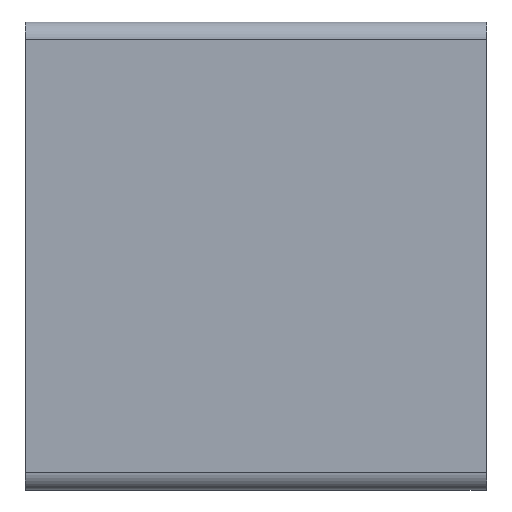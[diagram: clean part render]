
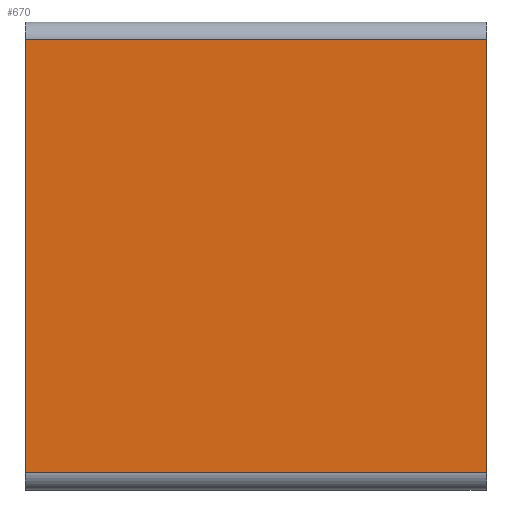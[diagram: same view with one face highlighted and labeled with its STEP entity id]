
A CAD part, left-side view. The second image highlights one B-rep face of the part: STEP entity #670.
In plain terms, the highlighted planar face has unit normal (-1, 0, 0).
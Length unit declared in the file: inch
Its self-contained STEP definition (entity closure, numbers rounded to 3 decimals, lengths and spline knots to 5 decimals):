
#39=PLANE('',#765);
#68=FACE_OUTER_BOUND('',#113,.T.);
#113=EDGE_LOOP('',(#584,#585,#586,#587));
#166=LINE('',#1141,#223);
#171=LINE('',#1158,#228);
#172=LINE('',#1161,#229);
#173=LINE('',#1162,#230);
#223=VECTOR('',#931,0.3937);
#228=VECTOR('',#954,0.3937);
#229=VECTOR('',#957,0.3937);
#230=VECTOR('',#958,0.3937);
#332=VERTEX_POINT('',#1138);
#333=VERTEX_POINT('',#1140);
#336=VERTEX_POINT('',#1156);
#337=VERTEX_POINT('',#1160);
#416=EDGE_CURVE('',#332,#333,#166,.T.);
#425=EDGE_CURVE('',#336,#332,#171,.T.);
#426=EDGE_CURVE('',#337,#336,#172,.T.);
#427=EDGE_CURVE('',#333,#337,#173,.T.);
#584=ORIENTED_EDGE('',*,*,#425,.F.);
#585=ORIENTED_EDGE('',*,*,#426,.F.);
#586=ORIENTED_EDGE('',*,*,#427,.F.);
#587=ORIENTED_EDGE('',*,*,#416,.F.);
#670=ADVANCED_FACE('',(#68),#39,.T.);
#765=AXIS2_PLACEMENT_3D('',#1159,#955,#956);
#931=DIRECTION('',(0.,0.,1.));
#954=DIRECTION('',(0.,1.,0.));
#955=DIRECTION('center_axis',(-1.,0.,0.));
#956=DIRECTION('ref_axis',(0.,0.,-1.));
#957=DIRECTION('',(0.,0.,-1.));
#958=DIRECTION('',(0.,-1.,0.));
#1138=CARTESIAN_POINT('',(-0.25,0.244,-2.875));
#1140=CARTESIAN_POINT('',(-0.25,0.244,0.125));
#1141=CARTESIAN_POINT('',(-0.25,0.244,-3.));
#1156=CARTESIAN_POINT('',(-0.25,-2.961,-2.875));
#1158=CARTESIAN_POINT('',(-0.25,0.,-2.875));
#1159=CARTESIAN_POINT('Origin',(-0.25,0.,0.25));
#1160=CARTESIAN_POINT('',(-0.25,-2.961,0.125));
#1161=CARTESIAN_POINT('',(-0.25,-2.961,0.25));
#1162=CARTESIAN_POINT('',(-0.25,0.,0.125));
